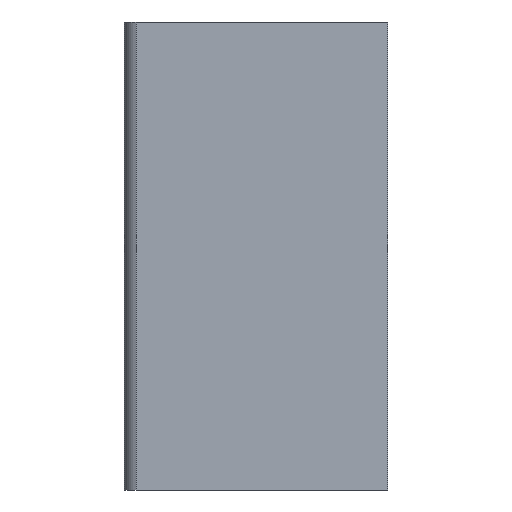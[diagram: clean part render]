
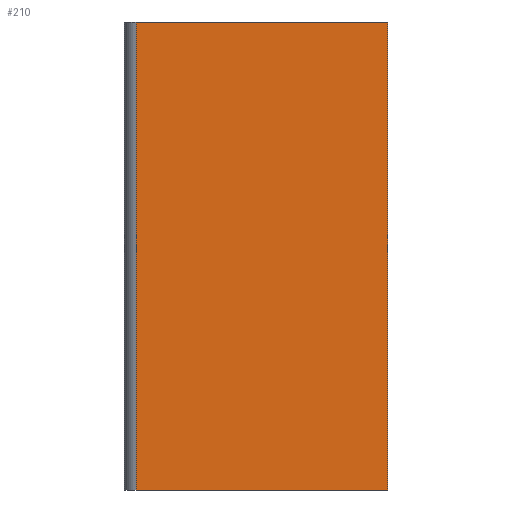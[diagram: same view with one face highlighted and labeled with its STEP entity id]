
A CAD part, left-side view. The second image highlights one B-rep face of the part: STEP entity #210.
In plain terms, the highlighted planar face has unit normal (-1, 0, 0).
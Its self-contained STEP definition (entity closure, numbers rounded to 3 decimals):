
#31 = EDGE_CURVE ( 'NONE', #478, #681, #162, .T. ) ;
#58 = ORIENTED_EDGE ( 'NONE', *, *, #31, .T. ) ;
#60 = DIRECTION ( 'NONE',  ( 1., 0., 0. ) ) ;
#78 = LINE ( 'NONE', #788, #808 ) ;
#96 = DIRECTION ( 'NONE',  ( 0., 0., -1. ) ) ;
#162 = LINE ( 'NONE', #1009, #879 ) ;
#179 = CARTESIAN_POINT ( 'NONE',  ( -0.8, 0., 0.4 ) ) ;
#203 = ORIENTED_EDGE ( 'NONE', *, *, #229, .T. ) ;
#206 = CARTESIAN_POINT ( 'NONE',  ( -0.8, 0.43, -0.4 ) ) ;
#210 = ADVANCED_FACE ( 'NONE', ( #981 ), #935, .F. ) ;
#219 = CARTESIAN_POINT ( 'NONE',  ( -0.8, 0., 0.4 ) ) ;
#229 = EDGE_CURVE ( 'NONE', #681, #744, #78, .T. ) ;
#252 = CARTESIAN_POINT ( 'NONE',  ( -0.8, 0., 0.4 ) ) ;
#293 = EDGE_LOOP ( 'NONE', ( #203, #594, #645, #58 ) ) ;
#300 = EDGE_CURVE ( 'NONE', #478, #420, #1028, .T. ) ;
#323 = CARTESIAN_POINT ( 'NONE',  ( -0.8, 0.43, 0.4 ) ) ;
#405 = CARTESIAN_POINT ( 'NONE',  ( -0.8, 0., 0.4 ) ) ;
#420 = VERTEX_POINT ( 'NONE', #405 ) ;
#421 = EDGE_CURVE ( 'NONE', #420, #744, #717, .T. ) ;
#461 = VECTOR ( 'NONE', #96, 1000. ) ;
#478 = VERTEX_POINT ( 'NONE', #323 ) ;
#506 = AXIS2_PLACEMENT_3D ( 'NONE', #219, #60, #545 ) ;
#545 = DIRECTION ( 'NONE',  ( 0., 0., -1. ) ) ;
#594 = ORIENTED_EDGE ( 'NONE', *, *, #421, .F. ) ;
#605 = DIRECTION ( 'NONE',  ( 0., 0., -1. ) ) ;
#645 = ORIENTED_EDGE ( 'NONE', *, *, #300, .F. ) ;
#681 = VERTEX_POINT ( 'NONE', #206 ) ;
#717 = LINE ( 'NONE', #179, #461 ) ;
#726 = DIRECTION ( 'NONE',  ( 0., -1., 0. ) ) ;
#744 = VERTEX_POINT ( 'NONE', #833 ) ;
#788 = CARTESIAN_POINT ( 'NONE',  ( -0.8, 0., -0.4 ) ) ;
#808 = VECTOR ( 'NONE', #923, 1000. ) ;
#833 = CARTESIAN_POINT ( 'NONE',  ( -0.8, 0., -0.4 ) ) ;
#879 = VECTOR ( 'NONE', #605, 1000. ) ;
#923 = DIRECTION ( 'NONE',  ( 0., -1., 0. ) ) ;
#935 = PLANE ( 'NONE',  #506 ) ;
#981 = FACE_OUTER_BOUND ( 'NONE', #293, .T. ) ;
#992 = VECTOR ( 'NONE', #726, 1000. ) ;
#1009 = CARTESIAN_POINT ( 'NONE',  ( -0.8, 0.43, 0.4 ) ) ;
#1028 = LINE ( 'NONE', #252, #992 ) ;
